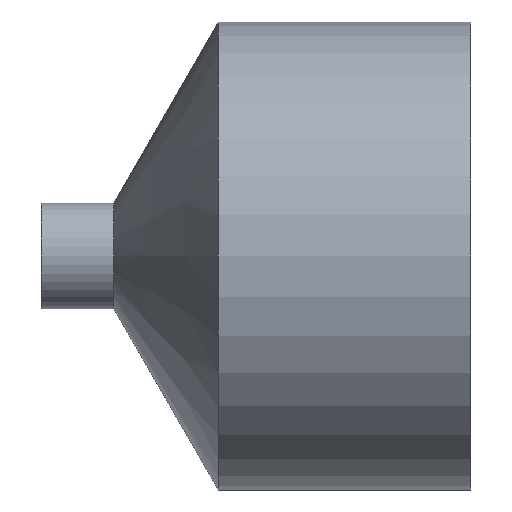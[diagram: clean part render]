
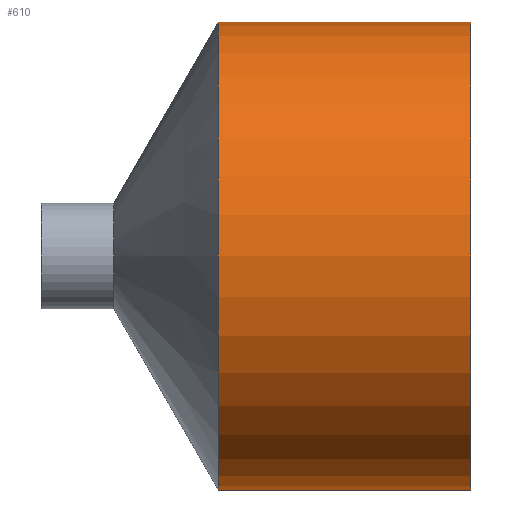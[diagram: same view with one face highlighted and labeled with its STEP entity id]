
A CAD part, left-side view. The second image highlights one B-rep face of the part: STEP entity #610.
In plain terms, the highlighted cylindrical face has radius 8.4 mm (diameter 16.8 mm), a partial arc.
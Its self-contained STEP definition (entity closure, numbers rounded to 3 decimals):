
#6 = ORIENTED_EDGE ( 'NONE', *, *, #487, .F. ) ;
#13 = DIRECTION ( 'NONE',  ( 0., 0., 1. ) ) ;
#30 = DIRECTION ( 'NONE',  ( 0., 1., 0. ) ) ;
#41 = DIRECTION ( 'NONE',  ( 0., 0., 1. ) ) ;
#54 = AXIS2_PLACEMENT_3D ( 'NONE', #291, #84, #41 ) ;
#84 = DIRECTION ( 'NONE',  ( 0., 1., 0. ) ) ;
#100 = ORIENTED_EDGE ( 'NONE', *, *, #451, .T. ) ;
#125 = LINE ( 'NONE', #633, #209 ) ;
#139 = CYLINDRICAL_SURFACE ( 'NONE', #54, 8.4 ) ;
#164 = DIRECTION ( 'NONE',  ( 0., 1., 0. ) ) ;
#177 = CIRCLE ( 'NONE', #526, 8.4 ) ;
#209 = VECTOR ( 'NONE', #469, 1000. ) ;
#220 = VECTOR ( 'NONE', #30, 1000. ) ;
#227 = VERTEX_POINT ( 'NONE', #416 ) ;
#237 = VERTEX_POINT ( 'NONE', #475 ) ;
#241 = CARTESIAN_POINT ( 'NONE',  ( 0., -5.225, -8.4 ) ) ;
#286 = DIRECTION ( 'NONE',  ( 0., 1., 0. ) ) ;
#291 = CARTESIAN_POINT ( 'NONE',  ( 0., 55., 0. ) ) ;
#303 = CIRCLE ( 'NONE', #432, 8.4 ) ;
#375 = VERTEX_POINT ( 'NONE', #241 ) ;
#381 = LINE ( 'NONE', #538, #220 ) ;
#397 = EDGE_CURVE ( 'NONE', #237, #227, #381, .T. ) ;
#400 = CARTESIAN_POINT ( 'NONE',  ( 0., 3.845, -8.4 ) ) ;
#409 = EDGE_CURVE ( 'NONE', #375, #631, #125, .T. ) ;
#416 = CARTESIAN_POINT ( 'NONE',  ( 0., 3.845, 8.4 ) ) ;
#431 = DIRECTION ( 'NONE',  ( 0., 0., 1. ) ) ;
#432 = AXIS2_PLACEMENT_3D ( 'NONE', #436, #164, #431 ) ;
#435 = ORIENTED_EDGE ( 'NONE', *, *, #397, .T. ) ;
#436 = CARTESIAN_POINT ( 'NONE',  ( 0., -5.225, 0. ) ) ;
#451 = EDGE_CURVE ( 'NONE', #375, #237, #303, .T. ) ;
#469 = DIRECTION ( 'NONE',  ( 0., 1., 0. ) ) ;
#475 = CARTESIAN_POINT ( 'NONE',  ( 0., -5.225, 8.4 ) ) ;
#487 = EDGE_CURVE ( 'NONE', #631, #227, #177, .T. ) ;
#493 = FACE_OUTER_BOUND ( 'NONE', #602, .T. ) ;
#505 = ORIENTED_EDGE ( 'NONE', *, *, #409, .F. ) ;
#526 = AXIS2_PLACEMENT_3D ( 'NONE', #532, #286, #13 ) ;
#532 = CARTESIAN_POINT ( 'NONE',  ( 0., 3.845, 0. ) ) ;
#538 = CARTESIAN_POINT ( 'NONE',  ( 0., 55., 8.4 ) ) ;
#602 = EDGE_LOOP ( 'NONE', ( #505, #100, #435, #6 ) ) ;
#610 = ADVANCED_FACE ( 'NONE', ( #493 ), #139, .T. ) ;
#631 = VERTEX_POINT ( 'NONE', #400 ) ;
#633 = CARTESIAN_POINT ( 'NONE',  ( 0., 55., -8.4 ) ) ;
